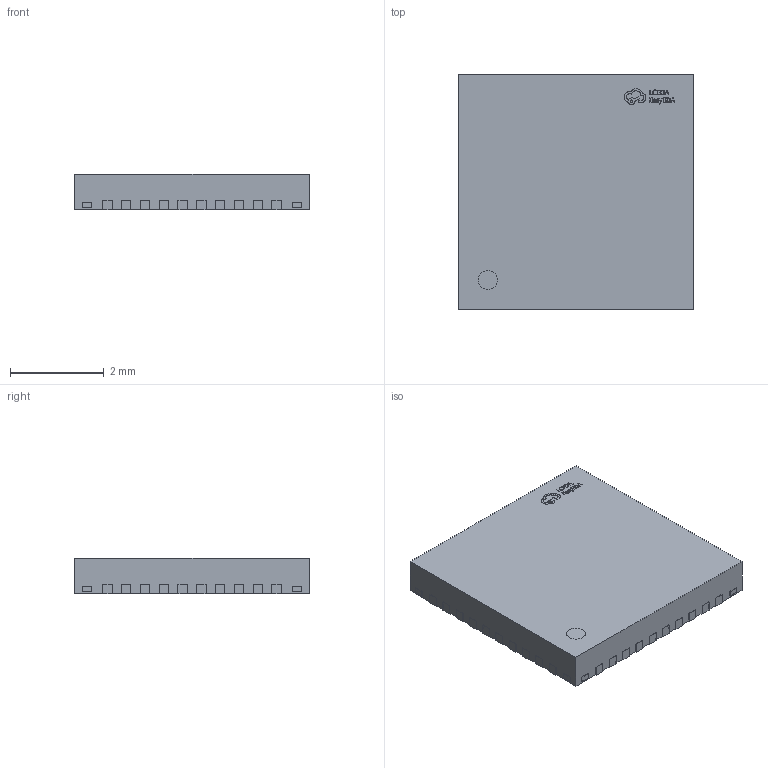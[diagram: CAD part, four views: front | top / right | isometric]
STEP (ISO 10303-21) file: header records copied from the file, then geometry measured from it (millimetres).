
FILE_DESCRIPTION (( 'STEP AP214' ), '1' );
FILE_NAME ('WQFN-40_L5.0-W5.0-P0.4-BL-EP.step', '2022-11-11T01:45:31', ( '' ), ( '' ), 'SwSTEP 2.0', 'SolidWorks 2020', '' );
FILE_SCHEMA (( 'AUTOMOTIVE_DESIGN' ));
Length unit declared in the file: millimetre
Products named in the file (1): WQFN-40_L5.0-W5.0-P0.4-BL-EP
Bounding box: 5.02 x 5.02 x 0.76 mm (x, y, z)
Volume: 18.9 mm3; surface area: 66 mm2
Topology: 1 solids, 1 shells, 532 faces, 1503 edges, 1002 vertices
Faces by surface type: plane 379, bspline 98, cylinder 55
Entity records: 23455 total; most frequent: CARTESIAN_POINT 4344, ORIENTED_EDGE 3006, DIRECTION 2283, EDGE_CURVE 1503, LINE 1193, VECTOR 1193, VERTEX_POINT 1002, EDGE_LOOP 561
